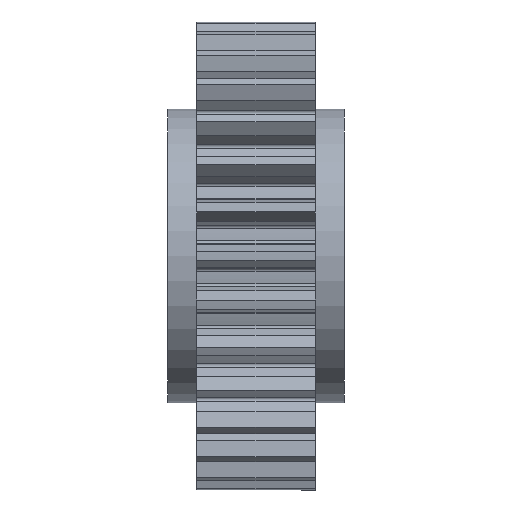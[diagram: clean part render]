
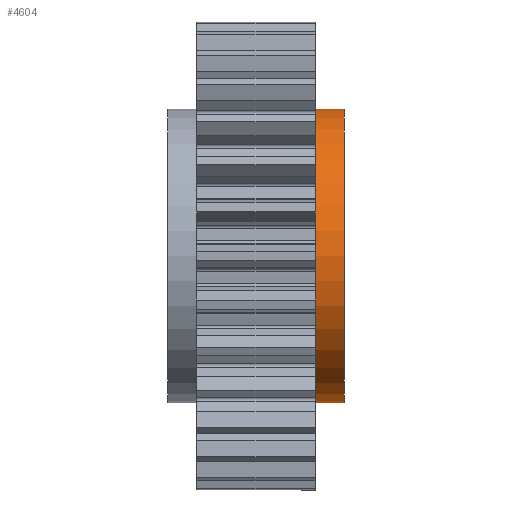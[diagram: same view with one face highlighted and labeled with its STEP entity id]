
A CAD part, front view. The second image highlights one B-rep face of the part: STEP entity #4604.
In plain terms, the highlighted cylindrical face has radius 15 mm (diameter 30 mm), a partial arc.
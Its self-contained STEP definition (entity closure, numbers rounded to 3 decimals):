
#234 = CARTESIAN_POINT ( 'NONE',  ( 12.1, 0., -15. ) ) ;
#286 = CARTESIAN_POINT ( 'NONE',  ( 15.05, 0., 15. ) ) ;
#441 = DIRECTION ( 'NONE',  ( -1., 0., 0. ) ) ;
#639 = CYLINDRICAL_SURFACE ( 'NONE', #2740, 15. ) ;
#981 = CARTESIAN_POINT ( 'NONE',  ( 15.05, 0., -15. ) ) ;
#1124 = LINE ( 'NONE', #286, #6708 ) ;
#1709 = DIRECTION ( 'NONE',  ( 1., 0., 0. ) ) ;
#1808 = CIRCLE ( 'NONE', #8269, 15. ) ;
#1974 = CARTESIAN_POINT ( 'NONE',  ( 12.1, 0., 15. ) ) ;
#2523 = EDGE_LOOP ( 'NONE', ( #4732, #9476, #7802, #4025 ) ) ;
#2740 = AXIS2_PLACEMENT_3D ( 'NONE', #9535, #441, #3458 ) ;
#2758 = AXIS2_PLACEMENT_3D ( 'NONE', #5575, #1709, #3145 ) ;
#3145 = DIRECTION ( 'NONE',  ( 0., 0., -1. ) ) ;
#3366 = CARTESIAN_POINT ( 'NONE',  ( 15.05, 0., 15. ) ) ;
#3458 = DIRECTION ( 'NONE',  ( 0., 0., 1. ) ) ;
#3719 = VERTEX_POINT ( 'NONE', #9438 ) ;
#4025 = ORIENTED_EDGE ( 'NONE', *, *, #5266, .T. ) ;
#4184 = CIRCLE ( 'NONE', #2758, 15. ) ;
#4604 = ADVANCED_FACE ( 'NONE', ( #7415 ), #639, .T. ) ;
#4732 = ORIENTED_EDGE ( 'NONE', *, *, #4867, .F. ) ;
#4825 = VERTEX_POINT ( 'NONE', #234 ) ;
#4845 = EDGE_CURVE ( 'NONE', #7091, #7495, #1124, .T. ) ;
#4867 = EDGE_CURVE ( 'NONE', #3719, #4825, #5540, .T. ) ;
#5051 = EDGE_CURVE ( 'NONE', #7091, #3719, #1808, .T. ) ;
#5266 = EDGE_CURVE ( 'NONE', #7495, #4825, #4184, .T. ) ;
#5540 = LINE ( 'NONE', #981, #5914 ) ;
#5575 = CARTESIAN_POINT ( 'NONE',  ( 12.1, 0., 0. ) ) ;
#5776 = DIRECTION ( 'NONE',  ( 1., 0., 0. ) ) ;
#5914 = VECTOR ( 'NONE', #7752, 1000. ) ;
#6366 = DIRECTION ( 'NONE',  ( -1., 0., 0. ) ) ;
#6470 = CARTESIAN_POINT ( 'NONE',  ( 15.05, 0., 0. ) ) ;
#6708 = VECTOR ( 'NONE', #6366, 1000. ) ;
#7091 = VERTEX_POINT ( 'NONE', #3366 ) ;
#7415 = FACE_OUTER_BOUND ( 'NONE', #2523, .T. ) ;
#7495 = VERTEX_POINT ( 'NONE', #1974 ) ;
#7752 = DIRECTION ( 'NONE',  ( -1., 0., 0. ) ) ;
#7802 = ORIENTED_EDGE ( 'NONE', *, *, #4845, .T. ) ;
#8269 = AXIS2_PLACEMENT_3D ( 'NONE', #6470, #5776, #8783 ) ;
#8783 = DIRECTION ( 'NONE',  ( 0., 0., -1. ) ) ;
#9438 = CARTESIAN_POINT ( 'NONE',  ( 15.05, 0., -15. ) ) ;
#9476 = ORIENTED_EDGE ( 'NONE', *, *, #5051, .F. ) ;
#9535 = CARTESIAN_POINT ( 'NONE',  ( 15.05, 0., 0. ) ) ;
